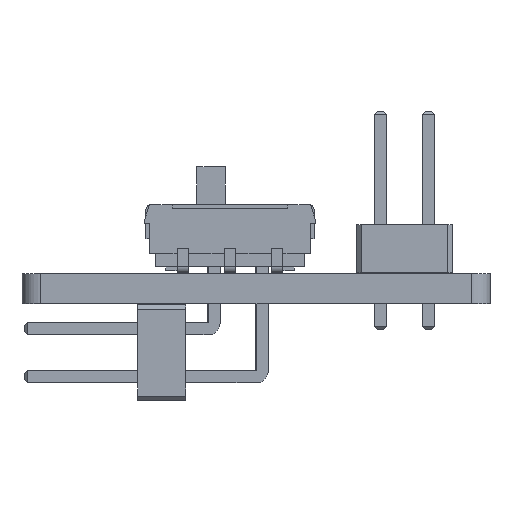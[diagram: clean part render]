
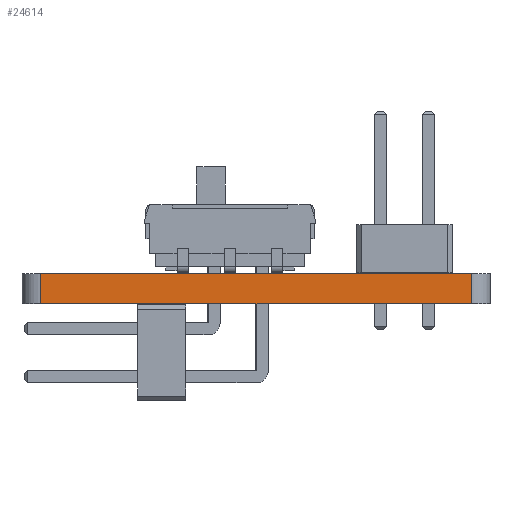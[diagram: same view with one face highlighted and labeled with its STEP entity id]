
A CAD part, left-side view. The second image highlights one B-rep face of the part: STEP entity #24614.
In plain terms, the highlighted planar face has unit normal (-1, 0, 0).
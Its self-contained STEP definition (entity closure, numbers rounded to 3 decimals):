
#23532 = VERTEX_POINT('',#23533);
#23533 = CARTESIAN_POINT('',(56.75,-94.75,0.));
#23540 = EDGE_CURVE('',#23532,#23541,#23543,.T.);
#23541 = VERTEX_POINT('',#23542);
#23542 = CARTESIAN_POINT('',(56.75,-72.,0.));
#23543 = LINE('',#23544,#23545);
#23544 = CARTESIAN_POINT('',(56.75,-94.75,0.));
#23545 = VECTOR('',#23546,1.);
#23546 = DIRECTION('',(0.,1.,0.));
#24068 = VERTEX_POINT('',#24069);
#24069 = CARTESIAN_POINT('',(56.75,-94.75,1.6));
#24076 = EDGE_CURVE('',#24068,#24077,#24079,.T.);
#24077 = VERTEX_POINT('',#24078);
#24078 = CARTESIAN_POINT('',(56.75,-72.,1.6));
#24079 = LINE('',#24080,#24081);
#24080 = CARTESIAN_POINT('',(56.75,-94.75,1.6));
#24081 = VECTOR('',#24082,1.);
#24082 = DIRECTION('',(0.,1.,0.));
#24584 = EDGE_CURVE('',#23541,#24077,#24585,.T.);
#24585 = LINE('',#24586,#24587);
#24586 = CARTESIAN_POINT('',(56.75,-72.,0.));
#24587 = VECTOR('',#24588,1.);
#24588 = DIRECTION('',(0.,0.,1.));
#24614 = ADVANCED_FACE('',(#24615),#24626,.T.);
#24615 = FACE_BOUND('',#24616,.T.);
#24616 = EDGE_LOOP('',(#24617,#24623,#24624,#24625));
#24617 = ORIENTED_EDGE('',*,*,#24618,.T.);
#24618 = EDGE_CURVE('',#23532,#24068,#24619,.T.);
#24619 = LINE('',#24620,#24621);
#24620 = CARTESIAN_POINT('',(56.75,-94.75,0.));
#24621 = VECTOR('',#24622,1.);
#24622 = DIRECTION('',(0.,0.,1.));
#24623 = ORIENTED_EDGE('',*,*,#24076,.T.);
#24624 = ORIENTED_EDGE('',*,*,#24584,.F.);
#24625 = ORIENTED_EDGE('',*,*,#23540,.F.);
#24626 = PLANE('',#24627);
#24627 = AXIS2_PLACEMENT_3D('',#24628,#24629,#24630);
#24628 = CARTESIAN_POINT('',(56.75,-94.75,0.));
#24629 = DIRECTION('',(-1.,0.,0.));
#24630 = DIRECTION('',(0.,1.,0.));
